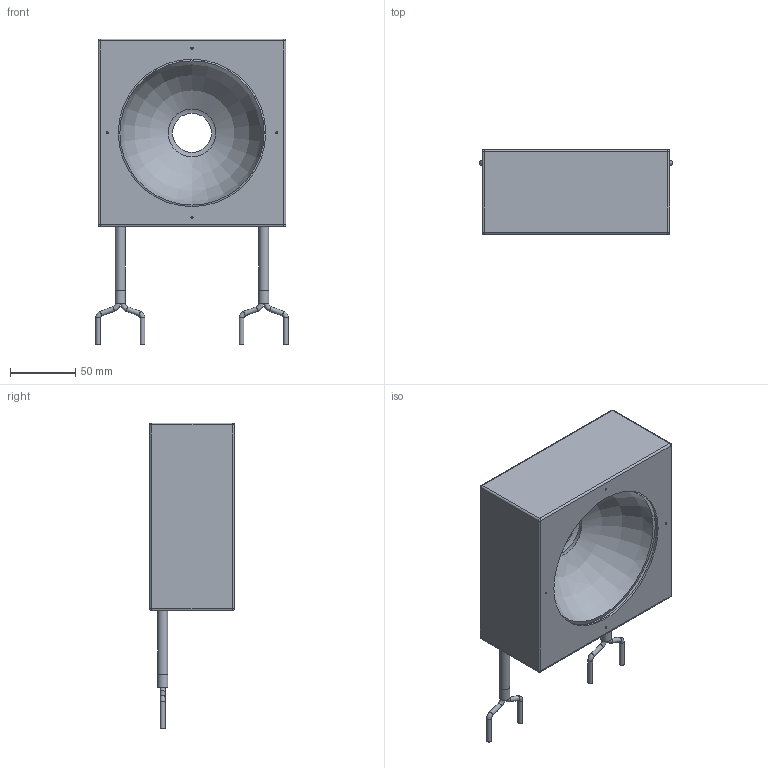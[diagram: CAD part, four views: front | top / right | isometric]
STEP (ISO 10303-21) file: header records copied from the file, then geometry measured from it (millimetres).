
FILE_DESCRIPTION (( 'STEP AP203' ), '1' );
FILE_NAME ('IDD-CB120_30DW-16CH(外観図).STEP', '2016-10-18T05:19:29', ( 'imac139_182' ), ( 'Microsoft' ), 'SwSTEP 2.0', 'SolidWorks 2014', '' );
FILE_SCHEMA (( 'CONFIG_CONTROL_DESIGN' ));
Length unit declared in the file: millimetre
Products named in the file (2): IDD-CB120_30DW-16CH(外観図)
Bounding box: 147.7 x 65 x 234.59 mm (x, y, z)
Volume: 1043538.8 mm3; surface area: 93756 mm2
Topology: 1 solids, 1 shells, 82 faces, 160 edges, 89 vertices
Faces by surface type: cylinder 38, plane 23, torus 11, sphere 8, cone 2
Full cylindrical faces by diameter (mm): 1.6 x4, 2.5 x4, 3.7 x12, 7.7 x2, 8 x2, 30 x1, 113 x1
Entity records: 1913 total; most frequent: DIRECTION 354, CARTESIAN_POINT 270, ORIENTED_EDGE 210, AXIS2_PLACEMENT_3D 165, EDGE_LOOP 140, FACE_OUTER_BOUND 119, EDGE_CURVE 105, ADVANCED_FACE 82
